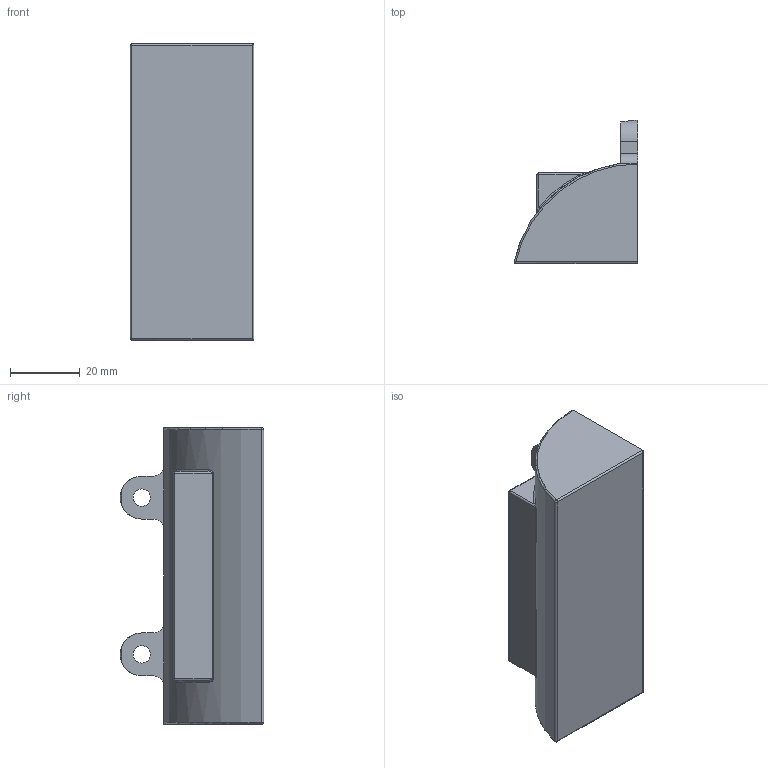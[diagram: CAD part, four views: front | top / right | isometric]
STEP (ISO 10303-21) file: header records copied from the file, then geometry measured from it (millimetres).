
FILE_DESCRIPTION (( 'STEP AP203' ), '1' );
FILE_NAME ('REGO PLATE LIGHT_REV_.step', '2025-08-17T04:50:20', ( '' ), ( '' ), 'SwSTEP 2.0', 'SolidWorks 2024', '' );
FILE_SCHEMA (( 'CONFIG_CONTROL_DESIGN' ));
Length unit declared in the file: millimetre
Products named in the file (1): REGO PLATE LIGHT_REV_
Bounding box: 35.54 x 41.16 x 85 mm (x, y, z)
Volume: 49139.3 mm3; surface area: 14868.2 mm2
Topology: 1 solids, 1 shells, 66 faces, 160 edges, 94 vertices
Faces by surface type: plane 28, cylinder 25, sphere 5, torus 4, bspline 4
Entity records: 2160 total; most frequent: CARTESIAN_POINT 569, DIRECTION 323, ORIENTED_EDGE 312, EDGE_CURVE 156, AXIS2_PLACEMENT_3D 120, VERTEX_POINT 94, LINE 83, VECTOR 83
